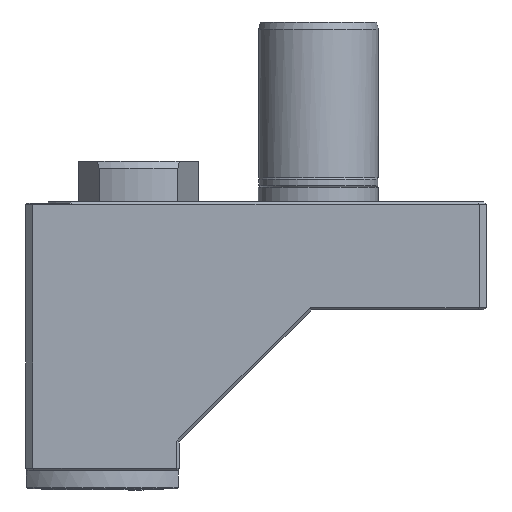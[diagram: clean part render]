
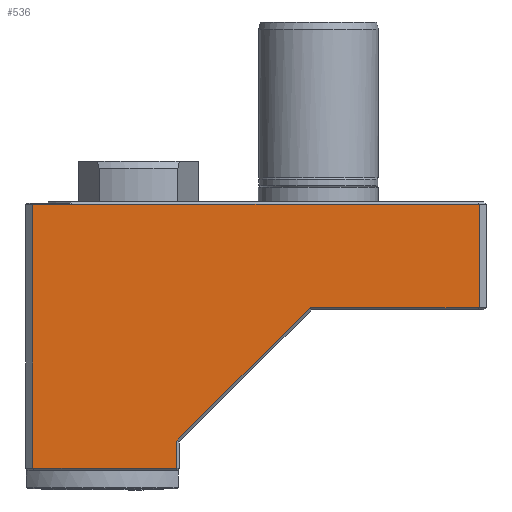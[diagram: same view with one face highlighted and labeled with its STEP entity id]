
A CAD part, front view. The second image highlights one B-rep face of the part: STEP entity #536.
In plain terms, the highlighted planar face has unit normal (0, -1, 0).
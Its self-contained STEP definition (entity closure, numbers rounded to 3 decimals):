
#113=LINE('',#3171,#285);
#116=LINE('',#3177,#288);
#119=LINE('',#3183,#291);
#132=LINE('',#3210,#304);
#146=LINE('',#3237,#318);
#147=LINE('',#3239,#319);
#148=LINE('',#3240,#320);
#285=VECTOR('',#2332,1.);
#288=VECTOR('',#2337,1.);
#291=VECTOR('',#2342,1.);
#304=VECTOR('',#2365,1.);
#318=VECTOR('',#2389,1.);
#319=VECTOR('',#2392,1.);
#320=VECTOR('',#2393,1.);
#536=ADVANCED_FACE('',(#752),#654,.F.);
#654=PLANE('',#2104);
#752=FACE_OUTER_BOUND('',#860,.T.);
#860=EDGE_LOOP('',(#1080,#1081,#1082,#1083,#1084,#1085,#1086));
#1080=ORIENTED_EDGE('',*,*,#1794,.T.);
#1081=ORIENTED_EDGE('',*,*,#1795,.T.);
#1082=ORIENTED_EDGE('',*,*,#1780,.T.);
#1083=ORIENTED_EDGE('',*,*,#1796,.T.);
#1084=ORIENTED_EDGE('',*,*,#1767,.T.);
#1085=ORIENTED_EDGE('',*,*,#1764,.T.);
#1086=ORIENTED_EDGE('',*,*,#1761,.T.);
#1567=VERTEX_POINT('',#3166);
#1568=VERTEX_POINT('',#3170);
#1569=VERTEX_POINT('',#3174);
#1571=VERTEX_POINT('',#3180);
#1582=VERTEX_POINT('',#3211);
#1583=VERTEX_POINT('',#3212);
#1589=VERTEX_POINT('',#3236);
#1761=EDGE_CURVE('',#1568,#1567,#113,.T.);
#1764=EDGE_CURVE('',#1569,#1568,#116,.T.);
#1767=EDGE_CURVE('',#1571,#1569,#119,.T.);
#1780=EDGE_CURVE('',#1582,#1583,#132,.T.);
#1794=EDGE_CURVE('',#1567,#1589,#146,.T.);
#1795=EDGE_CURVE('',#1589,#1582,#147,.T.);
#1796=EDGE_CURVE('',#1583,#1571,#148,.T.);
#2104=AXIS2_PLACEMENT_3D('',#3241,#2394,#2395);
#2332=DIRECTION('',(1.,0.,0.));
#2337=DIRECTION('',(0.707,0.,0.707));
#2342=DIRECTION('',(0.,0.,1.));
#2365=DIRECTION('',(0.,0.,-1.));
#2389=DIRECTION('',(0.,0.,1.));
#2392=DIRECTION('',(-1.,0.,0.));
#2393=DIRECTION('',(1.,0.,0.));
#2394=DIRECTION('',(0.,1.,0.));
#2395=DIRECTION('',(1.,0.,0.));
#3166=CARTESIAN_POINT('',(67.,-48.,-44.));
#3170=CARTESIAN_POINT('',(-3.414,-48.,-44.));
#3171=CARTESIAN_POINT('',(70.,-48.,-44.));
#3174=CARTESIAN_POINT('',(-59.,-48.,-99.586));
#3177=CARTESIAN_POINT('',(-0.707,-48.,-41.293));
#3180=CARTESIAN_POINT('',(-59.,-48.,-111.));
#3183=CARTESIAN_POINT('',(-59.,-48.,-112.));
#3210=CARTESIAN_POINT('',(-119.,-48.,-112.));
#3211=CARTESIAN_POINT('',(-119.,-48.,-1.));
#3212=CARTESIAN_POINT('',(-119.,-48.,-111.));
#3236=CARTESIAN_POINT('',(67.,-48.,-1.));
#3237=CARTESIAN_POINT('',(67.,-48.,-112.));
#3239=CARTESIAN_POINT('',(70.,-48.,-1.));
#3240=CARTESIAN_POINT('',(-58.,-48.,-111.));
#3241=CARTESIAN_POINT('',(70.,-48.,-112.));
